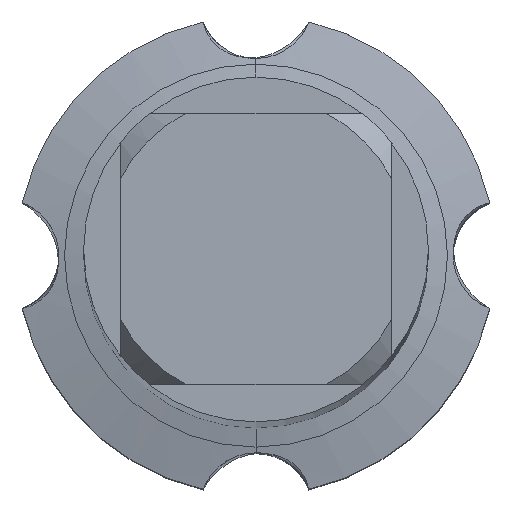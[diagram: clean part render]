
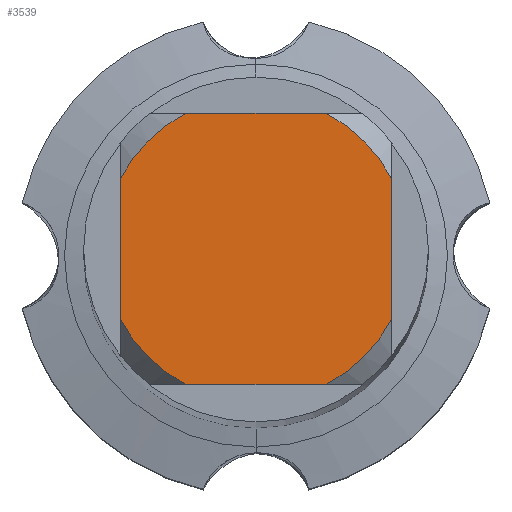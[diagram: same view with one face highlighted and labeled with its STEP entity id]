
A CAD part, top view. The second image highlights one B-rep face of the part: STEP entity #3539.
In plain terms, the highlighted planar face has unit normal (0, 0, 1).
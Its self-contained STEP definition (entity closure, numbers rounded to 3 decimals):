
#1537=VERTEX_POINT('',#4502);
#1779=EDGE_CURVE('',#3717,#1537,#4759,.T.);
#2111=VERTEX_POINT('',#5120);
#2419=VERTEX_POINT('',#5451);
#2449=EDGE_CURVE('',#3475,#2111,#5485,.T.);
#2487=EDGE_CURVE('',#2673,#3857,#5524,.T.);
#2669=EDGE_CURVE('',#2419,#2111,#5716,.T.);
#2673=VERTEX_POINT('',#5721);
#2801=EDGE_CURVE('',#3475,#3857,#5869,.T.);
#3059=VERTEX_POINT('',#6147);
#3457=EDGE_CURVE('',#2419,#1537,#6581,.T.);
#3467=EDGE_CURVE('',#3717,#3059,#6594,.T.);
#3475=VERTEX_POINT('',#6602);
#3539=ADVANCED_FACE('',(#6673),#6674,.T.);
#3635=EDGE_CURVE('',#2673,#3059,#6778,.T.);
#3717=VERTEX_POINT('',#6865);
#3857=VERTEX_POINT('',#7015);
#4502=CARTESIAN_POINT('',(-2.75,-1.431,0.0));
#4759=CIRCLE('',#8237,3.1);
#5120=CARTESIAN_POINT('',(-1.431,2.75,0.0));
#5451=CARTESIAN_POINT('',(-2.75,1.431,0.0));
#5485=LINE('',#9579,#9580);
#5524=LINE('',#9648,#9649);
#5716=CIRCLE('',#10035,3.1);
#5721=CARTESIAN_POINT('',(2.75,-1.431,0.0));
#5869=CIRCLE('',#10271,3.1);
#6147=CARTESIAN_POINT('',(1.431,-2.75,0.0));
#6581=LINE('',#11710,#11711);
#6594=LINE('',#11727,#11728);
#6602=CARTESIAN_POINT('',(1.431,2.75,0.0));
#6673=FACE_OUTER_BOUND('',#11867,.T.);
#6674=PLANE('',#11868);
#6778=CIRCLE('',#12070,3.1);
#6865=CARTESIAN_POINT('',(-1.431,-2.75,0.0));
#7015=CARTESIAN_POINT('',(2.75,1.431,0.0));
#8237=AXIS2_PLACEMENT_3D('',#14003,#14004,#14005);
#9579=CARTESIAN_POINT('',(0.0,2.75,0.0));
#9580=VECTOR('',#14835,1.0);
#9648=CARTESIAN_POINT('',(2.75,0.775,0.0));
#9649=VECTOR('',#14856,1.0);
#10035=AXIS2_PLACEMENT_3D('',#15015,#15016,#15017);
#10271=AXIS2_PLACEMENT_3D('',#15224,#15225,#15226);
#11710=CARTESIAN_POINT('',(-2.75,0.775,0.0));
#11711=VECTOR('',#16001,1.0);
#11727=CARTESIAN_POINT('',(0.0,-2.75,0.0));
#11728=VECTOR('',#16043,1.0);
#11867=EDGE_LOOP('',(#16120,#16121,#16122,#16123,#16124,#16125,#16126,#16127));
#11868=AXIS2_PLACEMENT_3D('',#16128,#16129,#16130);
#12070=AXIS2_PLACEMENT_3D('',#16232,#16233,#16234);
#14003=CARTESIAN_POINT('',(0.0,0.0,0.0));
#14004=DIRECTION('',(0.0,0.0,-1.0));
#14005=DIRECTION('',(0.0,1.0,0.0));
#14835=DIRECTION('',(-1.0,0.0,0.0));
#14856=DIRECTION('',(-0.0,1.0,0.0));
#15015=CARTESIAN_POINT('',(0.0,0.0,0.0));
#15016=DIRECTION('',(0.0,0.0,-1.0));
#15017=DIRECTION('',(0.0,1.0,0.0));
#15224=CARTESIAN_POINT('',(0.0,0.0,0.0));
#15225=DIRECTION('',(0.0,0.0,-1.0));
#15226=DIRECTION('',(0.0,1.0,0.0));
#16001=DIRECTION('',(-0.0,-1.0,0.0));
#16043=DIRECTION('',(1.0,0.0,0.0));
#16120=ORIENTED_EDGE('',*,*,#3457,.T.);
#16121=ORIENTED_EDGE('',*,*,#1779,.F.);
#16122=ORIENTED_EDGE('',*,*,#3467,.T.);
#16123=ORIENTED_EDGE('',*,*,#3635,.F.);
#16124=ORIENTED_EDGE('',*,*,#2487,.T.);
#16125=ORIENTED_EDGE('',*,*,#2801,.F.);
#16126=ORIENTED_EDGE('',*,*,#2449,.T.);
#16127=ORIENTED_EDGE('',*,*,#2669,.F.);
#16128=CARTESIAN_POINT('',(0.0,1.55,0.0));
#16129=DIRECTION('',(-0.0,0.0,1.0));
#16130=DIRECTION('',(0.0,-1.0,0.0));
#16232=CARTESIAN_POINT('',(0.0,0.0,0.0));
#16233=DIRECTION('',(0.0,0.0,-1.0));
#16234=DIRECTION('',(0.0,1.0,0.0));
